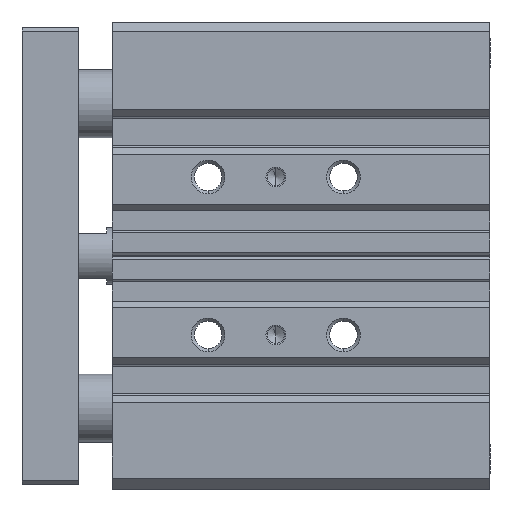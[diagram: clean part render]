
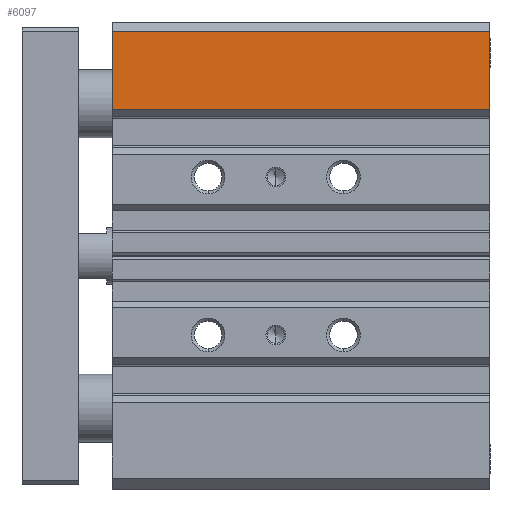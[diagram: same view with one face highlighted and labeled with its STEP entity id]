
A CAD part, front view. The second image highlights one B-rep face of the part: STEP entity #6097.
In plain terms, the highlighted planar face has unit normal (0, -1, 0).
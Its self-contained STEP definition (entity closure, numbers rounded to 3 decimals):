
#160 = AXIS2_PLACEMENT_3D ( 'NONE', #10287, #11055, #8361 ) ;
#443 = CARTESIAN_POINT ( 'NONE',  ( 0., -18., 39.9 ) ) ;
#551 = PLANE ( 'NONE',  #160 ) ;
#1517 = EDGE_CURVE ( 'NONE', #2469, #4017, #8410, .T. ) ;
#2398 = EDGE_CURVE ( 'NONE', #4017, #11926, #6191, .T. ) ;
#2469 = VERTEX_POINT ( 'NONE', #5733 ) ;
#3383 = FACE_OUTER_BOUND ( 'NONE', #11816, .T. ) ;
#3945 = ORIENTED_EDGE ( 'NONE', *, *, #2398, .T. ) ;
#3953 = VECTOR ( 'NONE', #8203, 1000. ) ;
#4017 = VERTEX_POINT ( 'NONE', #5571 ) ;
#4315 = CARTESIAN_POINT ( 'NONE',  ( 0., -18., 26. ) ) ;
#4384 = VECTOR ( 'NONE', #6378, 1000. ) ;
#4957 = VECTOR ( 'NONE', #10274, 1000. ) ;
#5380 = LINE ( 'NONE', #5556, #4384 ) ;
#5556 = CARTESIAN_POINT ( 'NONE',  ( 0., -18., 26. ) ) ;
#5571 = CARTESIAN_POINT ( 'NONE',  ( 67., -18., 39.9 ) ) ;
#5713 = DIRECTION ( 'NONE',  ( 0., 0., -1. ) ) ;
#5733 = CARTESIAN_POINT ( 'NONE',  ( 67., -18., 26. ) ) ;
#5745 = EDGE_CURVE ( 'NONE', #2469, #10365, #5380, .T. ) ;
#5874 = ORIENTED_EDGE ( 'NONE', *, *, #1517, .T. ) ;
#6097 = ADVANCED_FACE ( 'NONE', ( #3383 ), #551, .T. ) ;
#6191 = LINE ( 'NONE', #443, #3953 ) ;
#6378 = DIRECTION ( 'NONE',  ( -1., 0., 0. ) ) ;
#7471 = ORIENTED_EDGE ( 'NONE', *, *, #5745, .F. ) ;
#7648 = VECTOR ( 'NONE', #5713, 1000. ) ;
#8203 = DIRECTION ( 'NONE',  ( -1., 0., 0. ) ) ;
#8361 = DIRECTION ( 'NONE',  ( 0., 0., -1. ) ) ;
#8410 = LINE ( 'NONE', #12207, #4957 ) ;
#8598 = CARTESIAN_POINT ( 'NONE',  ( 0., -18., 39.9 ) ) ;
#8666 = LINE ( 'NONE', #9717, #7648 ) ;
#9717 = CARTESIAN_POINT ( 'NONE',  ( 0., -18., 26. ) ) ;
#10274 = DIRECTION ( 'NONE',  ( 0., 0., 1. ) ) ;
#10287 = CARTESIAN_POINT ( 'NONE',  ( 0., -18., 26. ) ) ;
#10365 = VERTEX_POINT ( 'NONE', #4315 ) ;
#10590 = EDGE_CURVE ( 'NONE', #11926, #10365, #8666, .T. ) ;
#10726 = ORIENTED_EDGE ( 'NONE', *, *, #10590, .T. ) ;
#11055 = DIRECTION ( 'NONE',  ( 0., -1., 0. ) ) ;
#11816 = EDGE_LOOP ( 'NONE', ( #10726, #7471, #5874, #3945 ) ) ;
#11926 = VERTEX_POINT ( 'NONE', #8598 ) ;
#12207 = CARTESIAN_POINT ( 'NONE',  ( 67., -18., 26. ) ) ;
